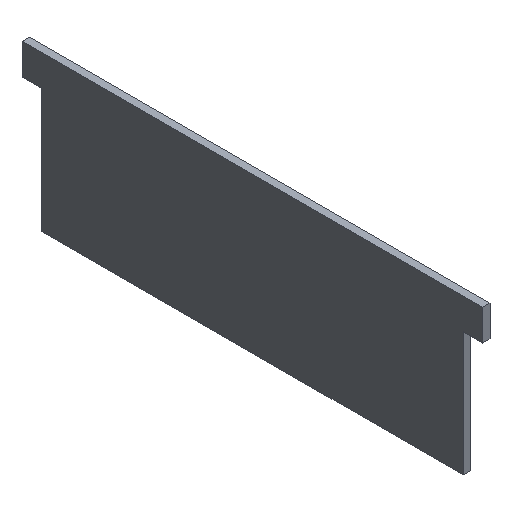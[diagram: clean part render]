
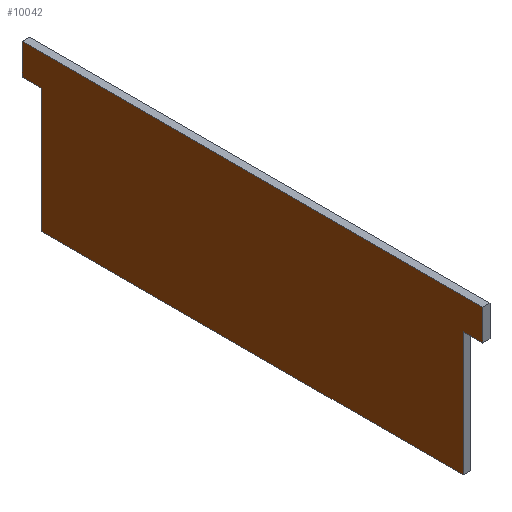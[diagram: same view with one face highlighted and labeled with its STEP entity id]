
A CAD part, isometric view. The second image highlights one B-rep face of the part: STEP entity #10042.
In plain terms, the highlighted planar face has unit normal (-1, 0, 0).
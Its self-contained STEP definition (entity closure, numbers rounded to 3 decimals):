
#1601=FACE_OUTER_BOUND('',#2194,.T.);
#2194=EDGE_LOOP('',(#9276,#9277,#9278,#9279,#9280,#9281,#9282,#9283));
#3002=LINE('',#17699,#3824);
#3004=LINE('',#17703,#3826);
#3006=LINE('',#17707,#3828);
#3008=LINE('',#17711,#3830);
#3010=LINE('',#17715,#3832);
#3012=LINE('',#17719,#3834);
#3014=LINE('',#17723,#3836);
#3016=LINE('',#17726,#3838);
#3824=VECTOR('',#11490,10.);
#3826=VECTOR('',#11494,10.);
#3828=VECTOR('',#11498,10.);
#3830=VECTOR('',#11502,10.);
#3832=VECTOR('',#11506,10.);
#3834=VECTOR('',#11510,10.);
#3836=VECTOR('',#11514,10.);
#3838=VECTOR('',#11518,10.);
#4821=VERTEX_POINT('',#17696);
#4822=VERTEX_POINT('',#17698);
#4823=VERTEX_POINT('',#17702);
#4824=VERTEX_POINT('',#17706);
#4825=VERTEX_POINT('',#17710);
#4826=VERTEX_POINT('',#17714);
#4827=VERTEX_POINT('',#17718);
#4828=VERTEX_POINT('',#17722);
#6299=EDGE_CURVE('',#4822,#4821,#3002,.T.);
#6301=EDGE_CURVE('',#4823,#4822,#3004,.T.);
#6303=EDGE_CURVE('',#4824,#4823,#3006,.T.);
#6305=EDGE_CURVE('',#4825,#4824,#3008,.T.);
#6307=EDGE_CURVE('',#4826,#4825,#3010,.T.);
#6309=EDGE_CURVE('',#4827,#4826,#3012,.T.);
#6311=EDGE_CURVE('',#4828,#4827,#3014,.T.);
#6313=EDGE_CURVE('',#4821,#4828,#3016,.T.);
#9276=ORIENTED_EDGE('',*,*,#6313,.T.);
#9277=ORIENTED_EDGE('',*,*,#6311,.T.);
#9278=ORIENTED_EDGE('',*,*,#6309,.T.);
#9279=ORIENTED_EDGE('',*,*,#6307,.T.);
#9280=ORIENTED_EDGE('',*,*,#6305,.T.);
#9281=ORIENTED_EDGE('',*,*,#6303,.T.);
#9282=ORIENTED_EDGE('',*,*,#6301,.T.);
#9283=ORIENTED_EDGE('',*,*,#6299,.T.);
#9497=PLANE('',#10270);
#10042=ADVANCED_FACE('',(#1601),#9497,.T.);
#10270=AXIS2_PLACEMENT_3D('',#17728,#11521,#11522);
#11490=DIRECTION('',(0.,-1.,0.));
#11494=DIRECTION('',(0.,0.,-1.));
#11498=DIRECTION('',(0.,-1.,0.));
#11502=DIRECTION('',(0.,0.,-1.));
#11506=DIRECTION('',(0.,1.,0.));
#11510=DIRECTION('',(0.,0.,1.));
#11514=DIRECTION('',(0.,-1.,0.));
#11518=DIRECTION('',(0.,0.,1.));
#11521=DIRECTION('center_axis',(-1.,0.,0.));
#11522=DIRECTION('ref_axis',(0.,0.,1.));
#17696=CARTESIAN_POINT('',(-1.9,-54.5,0.));
#17698=CARTESIAN_POINT('',(-1.9,54.5,0.));
#17699=CARTESIAN_POINT('',(-1.9,54.5,0.));
#17702=CARTESIAN_POINT('',(-1.9,54.5,32.));
#17703=CARTESIAN_POINT('',(-1.9,54.5,32.));
#17706=CARTESIAN_POINT('',(-1.9,59.5,32.));
#17707=CARTESIAN_POINT('',(-1.9,59.5,32.));
#17710=CARTESIAN_POINT('',(-1.9,59.5,40.));
#17711=CARTESIAN_POINT('',(-1.9,59.5,40.));
#17714=CARTESIAN_POINT('',(-1.9,-59.5,40.));
#17715=CARTESIAN_POINT('',(-1.9,-59.5,40.));
#17718=CARTESIAN_POINT('',(-1.9,-59.5,32.));
#17719=CARTESIAN_POINT('',(-1.9,-59.5,32.));
#17722=CARTESIAN_POINT('',(-1.9,-54.5,32.));
#17723=CARTESIAN_POINT('',(-1.9,-54.5,32.));
#17726=CARTESIAN_POINT('',(-1.9,-54.5,0.));
#17728=CARTESIAN_POINT('Origin',(-1.9,0.,20.));
